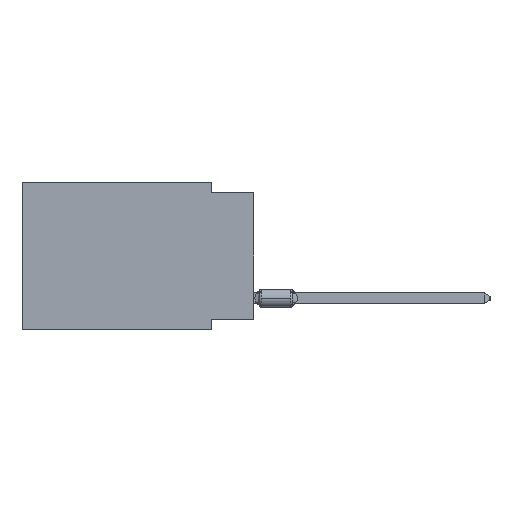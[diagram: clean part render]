
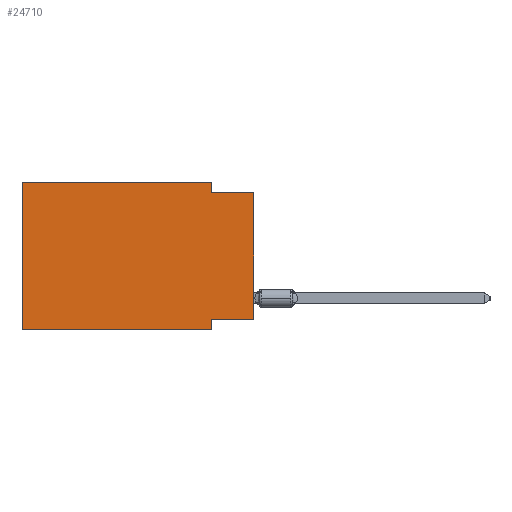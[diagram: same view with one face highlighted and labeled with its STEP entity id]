
A CAD part, left-side view. The second image highlights one B-rep face of the part: STEP entity #24710.
In plain terms, the highlighted planar face has unit normal (-1, 0, 0).
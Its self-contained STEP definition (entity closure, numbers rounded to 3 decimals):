
#248 = CARTESIAN_POINT ( 'NONE',  ( 0., 0., -0.635 ) ) ;
#312 = VECTOR ( 'NONE', #9166, 1000. ) ;
#696 = CARTESIAN_POINT ( 'NONE',  ( 0., 0., -0.635 ) ) ;
#1641 = DIRECTION ( 'NONE',  ( 1., 0., 0. ) ) ;
#1671 = DIRECTION ( 'NONE',  ( 0., 0., -1. ) ) ;
#1716 = VERTEX_POINT ( 'NONE', #696 ) ;
#2721 = ORIENTED_EDGE ( 'NONE', *, *, #20892, .F. ) ;
#2790 = CARTESIAN_POINT ( 'NONE',  ( 0., 13.97, 0. ) ) ;
#2809 = EDGE_CURVE ( 'NONE', #15911, #28778, #20308, .T. ) ;
#3020 = EDGE_CURVE ( 'NONE', #14327, #17966, #5844, .T. ) ;
#3189 = CARTESIAN_POINT ( 'NONE',  ( 0., 0., 0. ) ) ;
#3209 = CARTESIAN_POINT ( 'NONE',  ( 0., 2.54, -8.89 ) ) ;
#3638 = DIRECTION ( 'NONE',  ( 0., 0., -1. ) ) ;
#4237 = VECTOR ( 'NONE', #3638, 1000. ) ;
#4255 = CARTESIAN_POINT ( 'NONE',  ( 0., 13.97, 0. ) ) ;
#5268 = CARTESIAN_POINT ( 'NONE',  ( 0., 13.97, 0. ) ) ;
#5844 = LINE ( 'NONE', #12276, #4237 ) ;
#5925 = CARTESIAN_POINT ( 'NONE',  ( 0., 2.54, 0. ) ) ;
#6469 = EDGE_CURVE ( 'NONE', #28778, #7877, #28564, .T. ) ;
#7131 = CARTESIAN_POINT ( 'NONE',  ( 0., 2.54, -0.635 ) ) ;
#7718 = VERTEX_POINT ( 'NONE', #12409 ) ;
#7877 = VERTEX_POINT ( 'NONE', #7131 ) ;
#7985 = DIRECTION ( 'NONE',  ( 0., -1., 0. ) ) ;
#8036 = VECTOR ( 'NONE', #18823, 1000. ) ;
#8148 = ORIENTED_EDGE ( 'NONE', *, *, #12028, .F. ) ;
#8417 = CARTESIAN_POINT ( 'NONE',  ( 0., 0., -8.255 ) ) ;
#8678 = ORIENTED_EDGE ( 'NONE', *, *, #3020, .F. ) ;
#9166 = DIRECTION ( 'NONE',  ( 0., -1., 0. ) ) ;
#9835 = ORIENTED_EDGE ( 'NONE', *, *, #6469, .F. ) ;
#9892 = LINE ( 'NONE', #12081, #20485 ) ;
#10847 = DIRECTION ( 'NONE',  ( 0., 0., -1. ) ) ;
#12017 = VECTOR ( 'NONE', #15576, 1000. ) ;
#12028 = EDGE_CURVE ( 'NONE', #22954, #14327, #15435, .T. ) ;
#12081 = CARTESIAN_POINT ( 'NONE',  ( 0., 13.97, -8.89 ) ) ;
#12276 = CARTESIAN_POINT ( 'NONE',  ( 0., 2.54, -8.89 ) ) ;
#12328 = CARTESIAN_POINT ( 'NONE',  ( 0., 0., -8.255 ) ) ;
#12409 = CARTESIAN_POINT ( 'NONE',  ( 0., 13.97, -8.89 ) ) ;
#13096 = CARTESIAN_POINT ( 'NONE',  ( 0., 13.97, 0. ) ) ;
#13523 = EDGE_CURVE ( 'NONE', #7718, #15911, #25003, .T. ) ;
#13557 = LINE ( 'NONE', #248, #312 ) ;
#13752 = DIRECTION ( 'NONE',  ( 0., -1., 0. ) ) ;
#14111 = EDGE_CURVE ( 'NONE', #22954, #1716, #16916, .T. ) ;
#14169 = ORIENTED_EDGE ( 'NONE', *, *, #22455, .T. ) ;
#14327 = VERTEX_POINT ( 'NONE', #20406 ) ;
#15435 = LINE ( 'NONE', #8417, #12017 ) ;
#15576 = DIRECTION ( 'NONE',  ( 0., 1., 0. ) ) ;
#15911 = VERTEX_POINT ( 'NONE', #13096 ) ;
#15951 = AXIS2_PLACEMENT_3D ( 'NONE', #4255, #1641, #10847 ) ;
#16916 = LINE ( 'NONE', #3189, #8036 ) ;
#17302 = VECTOR ( 'NONE', #13752, 1000. ) ;
#17966 = VERTEX_POINT ( 'NONE', #3209 ) ;
#18395 = VECTOR ( 'NONE', #1671, 1000. ) ;
#18400 = ORIENTED_EDGE ( 'NONE', *, *, #14111, .T. ) ;
#18718 = DIRECTION ( 'NONE',  ( 0., 0., 1. ) ) ;
#18823 = DIRECTION ( 'NONE',  ( 0., 0., 1. ) ) ;
#18898 = ORIENTED_EDGE ( 'NONE', *, *, #2809, .F. ) ;
#20290 = ORIENTED_EDGE ( 'NONE', *, *, #13523, .F. ) ;
#20308 = LINE ( 'NONE', #5268, #17302 ) ;
#20406 = CARTESIAN_POINT ( 'NONE',  ( 0., 2.54, -8.255 ) ) ;
#20485 = VECTOR ( 'NONE', #7985, 1000. ) ;
#20892 = EDGE_CURVE ( 'NONE', #7877, #1716, #13557, .T. ) ;
#21654 = PLANE ( 'NONE',  #15951 ) ;
#22455 = EDGE_CURVE ( 'NONE', #7718, #17966, #9892, .T. ) ;
#22954 = VERTEX_POINT ( 'NONE', #12328 ) ;
#23951 = VECTOR ( 'NONE', #18718, 1000. ) ;
#24142 = CARTESIAN_POINT ( 'NONE',  ( 0., 2.54, 0. ) ) ;
#24557 = EDGE_LOOP ( 'NONE', ( #18400, #2721, #9835, #18898, #20290, #14169, #8678, #8148 ) ) ;
#24710 = ADVANCED_FACE ( 'NONE', ( #26333 ), #21654, .F. ) ;
#25003 = LINE ( 'NONE', #2790, #23951 ) ;
#26333 = FACE_OUTER_BOUND ( 'NONE', #24557, .T. ) ;
#28564 = LINE ( 'NONE', #5925, #18395 ) ;
#28778 = VERTEX_POINT ( 'NONE', #24142 ) ;
